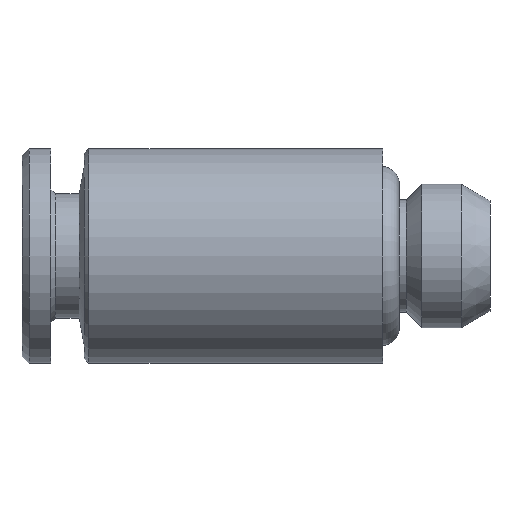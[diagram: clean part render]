
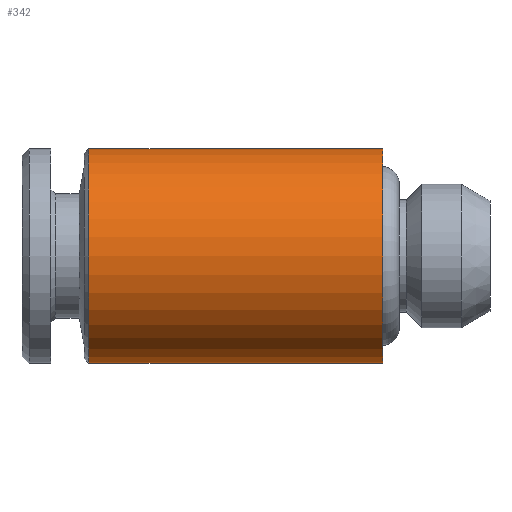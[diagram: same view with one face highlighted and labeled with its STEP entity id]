
A CAD part, left-side view. The second image highlights one B-rep face of the part: STEP entity #342.
In plain terms, the highlighted cylindrical face has radius 4.5 mm (diameter 9 mm), a partial arc.
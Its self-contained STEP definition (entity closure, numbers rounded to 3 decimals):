
#104 = EDGE_CURVE ( 'NONE', #125, #105, #682, .T. ) ;
#105 = VERTEX_POINT ( 'NONE', #692 ) ;
#106 = VERTEX_POINT ( 'NONE', #694 ) ;
#120 = VERTEX_POINT ( 'NONE', #748 ) ;
#122 = EDGE_CURVE ( 'NONE', #106, #120, #753, .T. ) ;
#125 = VERTEX_POINT ( 'NONE', #732 ) ;
#189 = EDGE_CURVE ( 'NONE', #105, #120, #915, .T. ) ;
#330 = ORIENTED_EDGE ( 'NONE', *, *, #417, .T. ) ;
#342 = ADVANCED_FACE ( 'NONE', ( #1112 ), #1110, .T. ) ;
#343 = ORIENTED_EDGE ( 'NONE', *, *, #104, .F. ) ;
#359 = EDGE_LOOP ( 'NONE', ( #343, #330, #407, #410 ) ) ;
#407 = ORIENTED_EDGE ( 'NONE', *, *, #122, .T. ) ;
#410 = ORIENTED_EDGE ( 'NONE', *, *, #189, .F. ) ;
#417 = EDGE_CURVE ( 'NONE', #125, #106, #1171, .T. ) ;
#674 = DIRECTION ( 'NONE',  ( 0., -1., 0. ) ) ;
#675 = VECTOR ( 'NONE', #674, 1000. ) ;
#676 = CARTESIAN_POINT ( 'NONE',  ( 0., -2.242, 4.5 ) ) ;
#682 = LINE ( 'NONE', #676, #675 ) ;
#692 = CARTESIAN_POINT ( 'NONE',  ( 0., 4.5, 4.5 ) ) ;
#694 = CARTESIAN_POINT ( 'NONE',  ( 0., 16.8, -4.5 ) ) ;
#732 = CARTESIAN_POINT ( 'NONE',  ( 0., 16.8, 4.5 ) ) ;
#748 = CARTESIAN_POINT ( 'NONE',  ( 0., 4.5, -4.5 ) ) ;
#750 = DIRECTION ( 'NONE',  ( 0., -1., 0. ) ) ;
#751 = VECTOR ( 'NONE', #750, 1000. ) ;
#752 = CARTESIAN_POINT ( 'NONE',  ( 0., -2.242, -4.5 ) ) ;
#753 = LINE ( 'NONE', #752, #751 ) ;
#824 = DIRECTION ( 'NONE',  ( 0., 0., -1. ) ) ;
#844 = CARTESIAN_POINT ( 'NONE',  ( 0., 4.5, 0. ) ) ;
#915 = CIRCLE ( 'NONE', #951, 4.5 ) ;
#949 = DIRECTION ( 'NONE',  ( 0., 0., -1. ) ) ;
#950 = DIRECTION ( 'NONE',  ( 0., -1., 0. ) ) ;
#951 = AXIS2_PLACEMENT_3D ( 'NONE', #844, #950, #949 ) ;
#1108 = CARTESIAN_POINT ( 'NONE',  ( 0., -2.242, 0. ) ) ;
#1109 = AXIS2_PLACEMENT_3D ( 'NONE', #1108, #1152, #1151 ) ;
#1110 = CYLINDRICAL_SURFACE ( 'NONE', #1109, 4.5 ) ;
#1112 = FACE_OUTER_BOUND ( 'NONE', #359, .T. ) ;
#1151 = DIRECTION ( 'NONE',  ( 0., 0., -1. ) ) ;
#1152 = DIRECTION ( 'NONE',  ( 0., -1., 0. ) ) ;
#1168 = DIRECTION ( 'NONE',  ( 0., -1., 0. ) ) ;
#1169 = CARTESIAN_POINT ( 'NONE',  ( 0., 16.8, 0. ) ) ;
#1170 = AXIS2_PLACEMENT_3D ( 'NONE', #1169, #1168, #824 ) ;
#1171 = CIRCLE ( 'NONE', #1170, 4.5 ) ;
